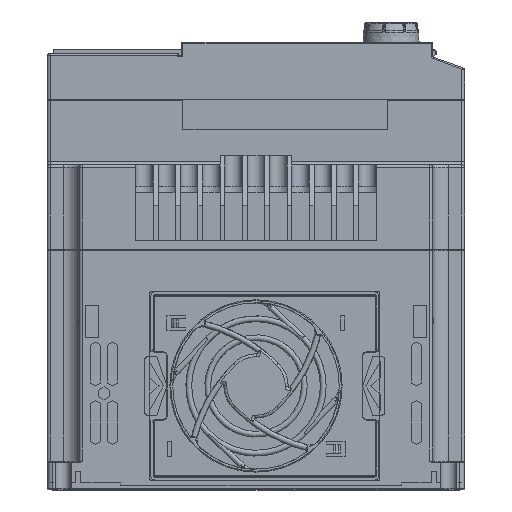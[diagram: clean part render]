
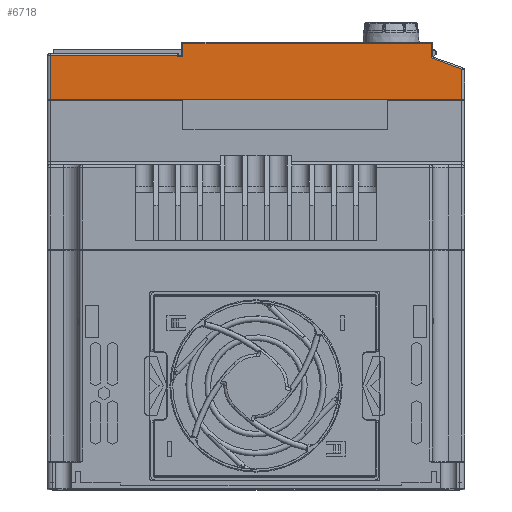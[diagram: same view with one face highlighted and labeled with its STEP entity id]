
A CAD part, top view. The second image highlights one B-rep face of the part: STEP entity #6718.
In plain terms, the highlighted planar face has unit normal (0, 0, 1).
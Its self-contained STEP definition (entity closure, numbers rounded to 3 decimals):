
#637 = ORIENTED_EDGE ( 'NONE', *, *, #151434, .T. ) ;
#6718 = ADVANCED_FACE ( 'NONE', ( #179919 ), #106113, .T. ) ;
#10038 = VECTOR ( 'NONE', #166696, 1000. ) ;
#11047 = DIRECTION ( 'NONE',  ( -1., 0., 0. ) ) ;
#11591 = CIRCLE ( 'NONE', #115268, 0.7 ) ;
#14539 = LINE ( 'NONE', #163970, #137984 ) ;
#16699 = CARTESIAN_POINT ( 'NONE',  ( -26.3, 83.425, 71.7 ) ) ;
#24064 = DIRECTION ( 'NONE',  ( 0., 0., -1. ) ) ;
#29468 = DIRECTION ( 'NONE',  ( 0., 0., 1. ) ) ;
#33163 = AXIS2_PLACEMENT_3D ( 'NONE', #98767, #24064, #84039 ) ;
#33665 = ORIENTED_EDGE ( 'NONE', *, *, #159244, .T. ) ;
#34177 = ORIENTED_EDGE ( 'NONE', *, *, #183765, .T. ) ;
#35516 = LINE ( 'NONE', #139714, #166843 ) ;
#43833 = EDGE_CURVE ( 'NONE', #153054, #64765, #150803, .T. ) ;
#44467 = ORIENTED_EDGE ( 'NONE', *, *, #148949, .T. ) ;
#45920 = CARTESIAN_POINT ( 'NONE',  ( -26.971, 83.225, 71.7 ) ) ;
#46614 = CARTESIAN_POINT ( 'NONE',  ( 60., 83.075, 71.7 ) ) ;
#46953 = ORIENTED_EDGE ( 'NONE', *, *, #43833, .T. ) ;
#51034 = CARTESIAN_POINT ( 'NONE',  ( 60., 83.075, 71.7 ) ) ;
#53808 = EDGE_CURVE ( 'NONE', #86534, #185606, #14539, .T. ) ;
#55182 = ORIENTED_EDGE ( 'NONE', *, *, #141013, .T. ) ;
#56605 = EDGE_CURVE ( 'NONE', #86534, #85182, #149991, .T. ) ;
#57881 = ORIENTED_EDGE ( 'NONE', *, *, #158080, .F. ) ;
#59042 = VERTEX_POINT ( 'NONE', #163426 ) ;
#59433 = CARTESIAN_POINT ( 'NONE',  ( -25., 87.225, 71.7 ) ) ;
#59723 = LINE ( 'NONE', #45920, #145087 ) ;
#63838 = CARTESIAN_POINT ( 'NONE',  ( -70.5, 68.125, 71.7 ) ) ;
#64094 = VECTOR ( 'NONE', #95767, 1000. ) ;
#64422 = VECTOR ( 'NONE', #154710, 1000. ) ;
#64765 = VERTEX_POINT ( 'NONE', #190348 ) ;
#67745 = DIRECTION ( 'NONE',  ( 1., 0., 0. ) ) ;
#71957 = LINE ( 'NONE', #100503, #149325 ) ;
#73320 = VERTEX_POINT ( 'NONE', #76055 ) ;
#74594 = VECTOR ( 'NONE', #122262, 1000. ) ;
#76055 = CARTESIAN_POINT ( 'NONE',  ( 60., 87.225, 71.7 ) ) ;
#76632 = DIRECTION ( 'NONE',  ( 0., 0., -1. ) ) ;
#77747 = CARTESIAN_POINT ( 'NONE',  ( -25.7, 82.725, 71.7 ) ) ;
#78614 = LINE ( 'NONE', #63838, #167308 ) ;
#79035 = LINE ( 'NONE', #46614, #64422 ) ;
#79608 = VERTEX_POINT ( 'NONE', #146032 ) ;
#84039 = DIRECTION ( 'NONE',  ( 1., 0., 0. ) ) ;
#84860 = CARTESIAN_POINT ( 'NONE',  ( 70.5, 68.125, 71.7 ) ) ;
#85182 = VERTEX_POINT ( 'NONE', #84860 ) ;
#86534 = VERTEX_POINT ( 'NONE', #118974 ) ;
#91730 = VERTEX_POINT ( 'NONE', #77747 ) ;
#92828 = CIRCLE ( 'NONE', #33163, 0.7 ) ;
#92863 = ORIENTED_EDGE ( 'NONE', *, *, #173821, .T. ) ;
#95767 = DIRECTION ( 'NONE',  ( 0., -1., 0. ) ) ;
#98767 = CARTESIAN_POINT ( 'NONE',  ( -25.7, 83.425, 71.7 ) ) ;
#100503 = CARTESIAN_POINT ( 'NONE',  ( -25.7, 82.725, 71.7 ) ) ;
#104191 = CARTESIAN_POINT ( 'NONE',  ( -71.5, 68.125, 71.7 ) ) ;
#104777 = CARTESIAN_POINT ( 'NONE',  ( 70.5, 78.557, 71.7 ) ) ;
#106113 = PLANE ( 'NONE',  #146773 ) ;
#107563 = CARTESIAN_POINT ( 'NONE',  ( -70.5, 83.225, 71.7 ) ) ;
#110484 = ORIENTED_EDGE ( 'NONE', *, *, #53808, .T. ) ;
#111187 = DIRECTION ( 'NONE',  ( 1., 0., 0. ) ) ;
#115268 = AXIS2_PLACEMENT_3D ( 'NONE', #16699, #76632, #126711 ) ;
#118974 = CARTESIAN_POINT ( 'NONE',  ( 70.5, 78.557, 71.7 ) ) ;
#119688 = DIRECTION ( 'NONE',  ( -1., 0., 0. ) ) ;
#122262 = DIRECTION ( 'NONE',  ( 0., -1., 0. ) ) ;
#124951 = AXIS2_PLACEMENT_3D ( 'NONE', #192792, #133710, #152315 ) ;
#126711 = DIRECTION ( 'NONE',  ( 0., -1., 0. ) ) ;
#126916 = EDGE_CURVE ( 'NONE', #194371, #59042, #169511, .T. ) ;
#128977 = ORIENTED_EDGE ( 'NONE', *, *, #126916, .T. ) ;
#132761 = ORIENTED_EDGE ( 'NONE', *, *, #56605, .F. ) ;
#133143 = CARTESIAN_POINT ( 'NONE',  ( -25., 87.225, 71.7 ) ) ;
#133710 = DIRECTION ( 'NONE',  ( 0., 0., -1. ) ) ;
#137984 = VECTOR ( 'NONE', #151114, 1000. ) ;
#139714 = CARTESIAN_POINT ( 'NONE',  ( -25., 87.225, 71.7 ) ) ;
#141013 = EDGE_CURVE ( 'NONE', #64765, #91730, #92828, .T. ) ;
#145087 = VECTOR ( 'NONE', #119688, 1000. ) ;
#146032 = CARTESIAN_POINT ( 'NONE',  ( -26.3, 82.725, 71.7 ) ) ;
#146773 = AXIS2_PLACEMENT_3D ( 'NONE', #104191, #29468, #166100 ) ;
#148949 = EDGE_CURVE ( 'NONE', #161907, #73320, #79035, .T. ) ;
#149325 = VECTOR ( 'NONE', #11047, 1000. ) ;
#149991 = LINE ( 'NONE', #104777, #10038 ) ;
#150074 = CIRCLE ( 'NONE', #124951, 1. ) ;
#150803 = LINE ( 'NONE', #133143, #74594 ) ;
#151114 = DIRECTION ( 'NONE',  ( -0.94, 0.342, 0. ) ) ;
#151434 = EDGE_CURVE ( 'NONE', #79608, #170363, #11591, .T. ) ;
#151914 = CARTESIAN_POINT ( 'NONE',  ( 60.658, 82.135, 71.7 ) ) ;
#152315 = DIRECTION ( 'NONE',  ( -0.342, -0.94, 0. ) ) ;
#153054 = VERTEX_POINT ( 'NONE', #59433 ) ;
#154710 = DIRECTION ( 'NONE',  ( 0., 1., 0. ) ) ;
#155308 = ORIENTED_EDGE ( 'NONE', *, *, #191236, .T. ) ;
#158080 = EDGE_CURVE ( 'NONE', #153054, #73320, #35516, .T. ) ;
#158854 = CARTESIAN_POINT ( 'NONE',  ( -70.5, 83.225, 71.7 ) ) ;
#159244 = EDGE_CURVE ( 'NONE', #170363, #194371, #59723, .T. ) ;
#160104 = CARTESIAN_POINT ( 'NONE',  ( -26.971, 83.225, 71.7 ) ) ;
#161907 = VERTEX_POINT ( 'NONE', #51034 ) ;
#163426 = CARTESIAN_POINT ( 'NONE',  ( -70.5, 68.125, 71.7 ) ) ;
#163970 = CARTESIAN_POINT ( 'NONE',  ( 70.5, 78.557, 71.7 ) ) ;
#166100 = DIRECTION ( 'NONE',  ( 1., 0., 0. ) ) ;
#166696 = DIRECTION ( 'NONE',  ( 0., -1., 0. ) ) ;
#166843 = VECTOR ( 'NONE', #111187, 1000. ) ;
#167308 = VECTOR ( 'NONE', #67745, 1000. ) ;
#167586 = EDGE_LOOP ( 'NONE', ( #132761, #110484, #92863, #44467, #57881, #46953, #55182, #155308, #637, #33665, #128977, #34177 ) ) ;
#169511 = LINE ( 'NONE', #107563, #64094 ) ;
#170363 = VERTEX_POINT ( 'NONE', #160104 ) ;
#173821 = EDGE_CURVE ( 'NONE', #185606, #161907, #150074, .T. ) ;
#179919 = FACE_OUTER_BOUND ( 'NONE', #167586, .T. ) ;
#183765 = EDGE_CURVE ( 'NONE', #59042, #85182, #78614, .T. ) ;
#185606 = VERTEX_POINT ( 'NONE', #151914 ) ;
#190348 = CARTESIAN_POINT ( 'NONE',  ( -25., 83.425, 71.7 ) ) ;
#191236 = EDGE_CURVE ( 'NONE', #91730, #79608, #71957, .T. ) ;
#192792 = CARTESIAN_POINT ( 'NONE',  ( 61., 83.075, 71.7 ) ) ;
#194371 = VERTEX_POINT ( 'NONE', #158854 ) ;
